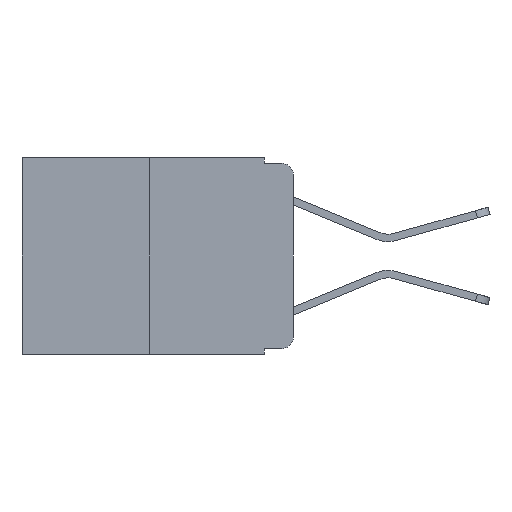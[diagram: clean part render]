
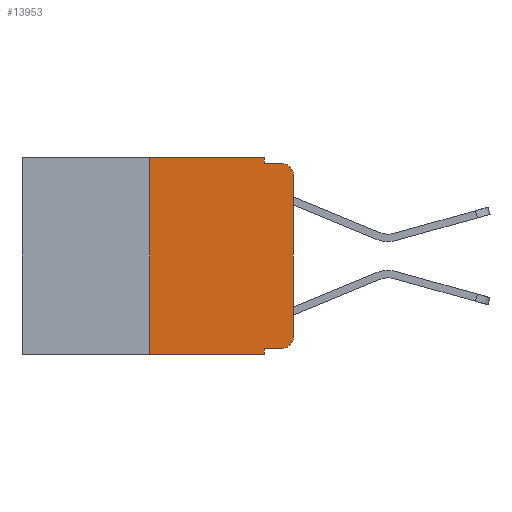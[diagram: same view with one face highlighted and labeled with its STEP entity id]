
A CAD part, left-side view. The second image highlights one B-rep face of the part: STEP entity #13953.
In plain terms, the highlighted planar face has unit normal (-1, 0, 0).
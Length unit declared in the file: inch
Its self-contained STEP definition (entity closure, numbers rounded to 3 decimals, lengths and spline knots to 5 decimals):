
#13 = DIRECTION ( 'NONE',  ( 0., -1., 0. ) ) ;
#207 = DIRECTION ( 'NONE',  ( 0., 0., -1. ) ) ;
#410 = CARTESIAN_POINT ( 'NONE',  ( 0., 0., -0.03 ) ) ;
#568 = CARTESIAN_POINT ( 'NONE',  ( 0., 0.02, -0.313 ) ) ;
#764 = ORIENTED_EDGE ( 'NONE', *, *, #15606, .F. ) ;
#768 = CARTESIAN_POINT ( 'NONE',  ( 0., 0.051, 0. ) ) ;
#790 = DIRECTION ( 'NONE',  ( 1., 0., 0. ) ) ;
#1428 = CARTESIAN_POINT ( 'NONE',  ( 0., 0.25, 0. ) ) ;
#1470 = VECTOR ( 'NONE', #13, 39.37008 ) ;
#2126 = VERTEX_POINT ( 'NONE', #6151 ) ;
#2177 = DIRECTION ( 'NONE',  ( 0., 0., -1. ) ) ;
#2283 = ORIENTED_EDGE ( 'NONE', *, *, #18493, .T. ) ;
#2326 = CARTESIAN_POINT ( 'NONE',  ( 0., 0.02, -0.03 ) ) ;
#2729 = VERTEX_POINT ( 'NONE', #10981 ) ;
#2833 = VERTEX_POINT ( 'NONE', #9768 ) ;
#3245 = ORIENTED_EDGE ( 'NONE', *, *, #8636, .T. ) ;
#3422 = FACE_OUTER_BOUND ( 'NONE', #14823, .T. ) ;
#3869 = DIRECTION ( 'NONE',  ( 0., 0., -1. ) ) ;
#3947 = LINE ( 'NONE', #6456, #7992 ) ;
#4098 = CIRCLE ( 'NONE', #11572, 0.02 ) ;
#4431 = LINE ( 'NONE', #18206, #11943 ) ;
#4556 = CARTESIAN_POINT ( 'NONE',  ( 0., 0.051, -0.333 ) ) ;
#4664 = ORIENTED_EDGE ( 'NONE', *, *, #17549, .T. ) ;
#5194 = CARTESIAN_POINT ( 'NONE',  ( 0., 0.051, -0.343 ) ) ;
#5359 = CARTESIAN_POINT ( 'NONE',  ( 0., 0.051, 0. ) ) ;
#5721 = VERTEX_POINT ( 'NONE', #14037 ) ;
#6099 = DIRECTION ( 'NONE',  ( 0., -1., 0. ) ) ;
#6151 = CARTESIAN_POINT ( 'NONE',  ( 0., 0.25, -0.343 ) ) ;
#6456 = CARTESIAN_POINT ( 'NONE',  ( 0., 0.473, 0. ) ) ;
#6728 = DIRECTION ( 'NONE',  ( 0., 0., 1. ) ) ;
#7260 = VERTEX_POINT ( 'NONE', #410 ) ;
#7297 = VERTEX_POINT ( 'NONE', #11147 ) ;
#7560 = ORIENTED_EDGE ( 'NONE', *, *, #13609, .F. ) ;
#7687 = AXIS2_PLACEMENT_3D ( 'NONE', #2326, #12883, #3869 ) ;
#7749 = VERTEX_POINT ( 'NONE', #12234 ) ;
#7992 = VECTOR ( 'NONE', #16850, 39.37008 ) ;
#8322 = DIRECTION ( 'NONE',  ( 0., -1., 0. ) ) ;
#8636 = EDGE_CURVE ( 'NONE', #2729, #7297, #4098, .T. ) ;
#9242 = CARTESIAN_POINT ( 'NONE',  ( 0., 0.473, -0.343 ) ) ;
#9768 = CARTESIAN_POINT ( 'NONE',  ( 0., 0.051, -0.01 ) ) ;
#9919 = DIRECTION ( 'NONE',  ( 0., 0., -1. ) ) ;
#10051 = VECTOR ( 'NONE', #12031, 39.37008 ) ;
#10082 = ORIENTED_EDGE ( 'NONE', *, *, #14612, .F. ) ;
#10163 = AXIS2_PLACEMENT_3D ( 'NONE', #15852, #790, #11429 ) ;
#10638 = EDGE_CURVE ( 'NONE', #5721, #2729, #13211, .T. ) ;
#10891 = VECTOR ( 'NONE', #6728, 39.37008 ) ;
#10981 = CARTESIAN_POINT ( 'NONE',  ( 0., 0.02, -0.333 ) ) ;
#11147 = CARTESIAN_POINT ( 'NONE',  ( 0., 0., -0.313 ) ) ;
#11221 = DIRECTION ( 'NONE',  ( -1., 0., 0. ) ) ;
#11367 = PLANE ( 'NONE',  #10163 ) ;
#11429 = DIRECTION ( 'NONE',  ( 0., 0., -1. ) ) ;
#11572 = AXIS2_PLACEMENT_3D ( 'NONE', #568, #11221, #2177 ) ;
#11937 = VERTEX_POINT ( 'NONE', #12289 ) ;
#11943 = VECTOR ( 'NONE', #207, 39.37008 ) ;
#12031 = DIRECTION ( 'NONE',  ( 0., 0., 1. ) ) ;
#12234 = CARTESIAN_POINT ( 'NONE',  ( 0., 0.02, -0.01 ) ) ;
#12289 = CARTESIAN_POINT ( 'NONE',  ( 0., 0.25, 0. ) ) ;
#12577 = VECTOR ( 'NONE', #9919, 39.37008 ) ;
#12630 = EDGE_CURVE ( 'NONE', #5721, #16208, #4431, .T. ) ;
#12635 = EDGE_CURVE ( 'NONE', #11937, #17951, #3947, .T. ) ;
#12883 = DIRECTION ( 'NONE',  ( -1., 0., 0. ) ) ;
#12932 = ORIENTED_EDGE ( 'NONE', *, *, #13674, .T. ) ;
#13211 = LINE ( 'NONE', #4556, #13657 ) ;
#13609 = EDGE_CURVE ( 'NONE', #2126, #11937, #13995, .T. ) ;
#13657 = VECTOR ( 'NONE', #6099, 39.37008 ) ;
#13674 = EDGE_CURVE ( 'NONE', #2126, #16208, #16083, .T. ) ;
#13943 = VECTOR ( 'NONE', #8322, 39.37008 ) ;
#13953 = ADVANCED_FACE ( 'NONE', ( #3422 ), #11367, .F. ) ;
#13995 = LINE ( 'NONE', #1428, #10051 ) ;
#14037 = CARTESIAN_POINT ( 'NONE',  ( 0., 0.051, -0.333 ) ) ;
#14229 = CARTESIAN_POINT ( 'NONE',  ( 0., 0.051, -0.01 ) ) ;
#14612 = EDGE_CURVE ( 'NONE', #17951, #2833, #16051, .T. ) ;
#14823 = EDGE_LOOP ( 'NONE', ( #2283, #4664, #764, #10082, #18997, #7560, #12932, #15421, #16781, #3245 ) ) ;
#14833 = LINE ( 'NONE', #18474, #10891 ) ;
#15421 = ORIENTED_EDGE ( 'NONE', *, *, #12630, .F. ) ;
#15606 = EDGE_CURVE ( 'NONE', #2833, #7749, #18269, .T. ) ;
#15852 = CARTESIAN_POINT ( 'NONE',  ( 0., 0.473, 0. ) ) ;
#16051 = LINE ( 'NONE', #768, #12577 ) ;
#16083 = LINE ( 'NONE', #9242, #1470 ) ;
#16208 = VERTEX_POINT ( 'NONE', #5194 ) ;
#16781 = ORIENTED_EDGE ( 'NONE', *, *, #10638, .T. ) ;
#16850 = DIRECTION ( 'NONE',  ( 0., -1., 0. ) ) ;
#16920 = CIRCLE ( 'NONE', #7687, 0.02 ) ;
#17549 = EDGE_CURVE ( 'NONE', #7260, #7749, #16920, .T. ) ;
#17951 = VERTEX_POINT ( 'NONE', #5359 ) ;
#18206 = CARTESIAN_POINT ( 'NONE',  ( 0., 0.051, 0. ) ) ;
#18269 = LINE ( 'NONE', #14229, #13943 ) ;
#18474 = CARTESIAN_POINT ( 'NONE',  ( 0., 0., 0. ) ) ;
#18493 = EDGE_CURVE ( 'NONE', #7297, #7260, #14833, .T. ) ;
#18997 = ORIENTED_EDGE ( 'NONE', *, *, #12635, .F. ) ;
